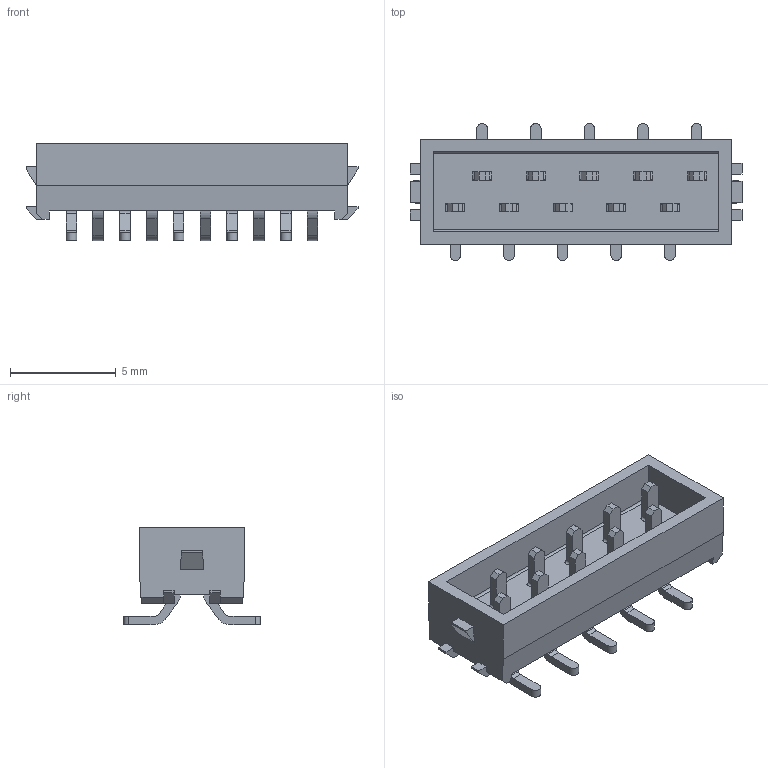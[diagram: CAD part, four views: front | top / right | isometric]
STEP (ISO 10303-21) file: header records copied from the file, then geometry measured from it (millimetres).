
FILE_DESCRIPTION (( 'STEP AP214' ), '1' );
FILE_NAME ('Connector Pin Male 10-pin 2-row 2.54mm x 1.50mm 1.5A 100V SMT Wurth Electronics WR-MM 690357281076.STEP', '2018-02-12T17:01:36', ( '' ), ( '' ), 'SwSTEP 2.0', 'SolidWorks 2016', '' );
FILE_SCHEMA (( 'AUTOMOTIVE_DESIGN' ));
Length unit declared in the file: millimetre
Products named in the file (4): DEFAULT; Connector Pin Male 10-pin 2-row 2.54mm x 1.50mm 1.5A 100V SMT Wurth Electronics WR-MM 690357281076; DEFAULT-1
Assembly tree (12 placements, depth 3):
  Connector Pin Male 10-pin 2-row 2.54mm x 1.50mm 1.5A 100V SMT Wurth Electronics WR-MM 690357281076
    DEFAULT
      DEFAULT
      DEFAULT-1  x10
Bounding box: 15.73 x 6.5 x 4.6 mm (x, y, z)
Volume: 150.3 mm3; surface area: 543.2 mm2
Topology: 11 solids, 11 shells, 477 faces, 1316 edges, 864 vertices
Faces by surface type: plane 365, cylinder 112
Entity records: 6318 total; most frequent: CARTESIAN_POINT 1107, ORIENTED_EDGE 1084, DIRECTION 978, EDGE_CURVE 542, VECTOR 516, LINE 516, VERTEX_POINT 360, AXIS2_PLACEMENT_3D 231
